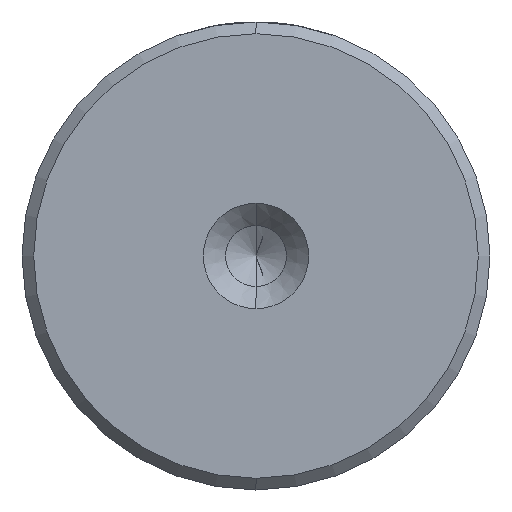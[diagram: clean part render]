
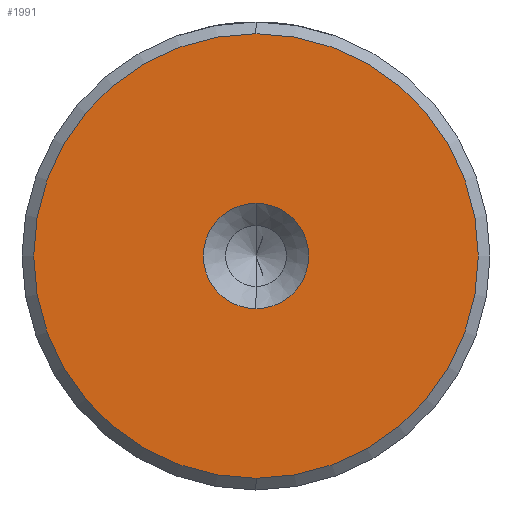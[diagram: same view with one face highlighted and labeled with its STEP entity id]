
A CAD part, left-side view. The second image highlights one B-rep face of the part: STEP entity #1991.
In plain terms, the highlighted planar face has unit normal (-1, 0, 0).
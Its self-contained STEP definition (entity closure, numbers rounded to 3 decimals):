
#11 = CARTESIAN_POINT ( 'NONE',  ( 0., 0., 0. ) ) ;
#73 = CARTESIAN_POINT ( 'NONE',  ( 0., 0., 0. ) ) ;
#138 = AXIS2_PLACEMENT_3D ( 'NONE', #73, #1313, #251 ) ;
#146 = VERTEX_POINT ( 'NONE', #1579 ) ;
#166 = ORIENTED_EDGE ( 'NONE', *, *, #1651, .T. ) ;
#198 = DIRECTION ( 'NONE',  ( 0., 0., 1. ) ) ;
#251 = DIRECTION ( 'NONE',  ( 0., 0., 1. ) ) ;
#364 = AXIS2_PLACEMENT_3D ( 'NONE', #867, #774, #749 ) ;
#378 = EDGE_CURVE ( 'NONE', #1490, #1364, #885, .T. ) ;
#383 = CARTESIAN_POINT ( 'NONE',  ( 0., 0., 2.25 ) ) ;
#681 = EDGE_LOOP ( 'NONE', ( #695, #1344 ) ) ;
#695 = ORIENTED_EDGE ( 'NONE', *, *, #378, .F. ) ;
#720 = AXIS2_PLACEMENT_3D ( 'NONE', #1836, #812, #2016 ) ;
#734 = CARTESIAN_POINT ( 'NONE',  ( 0., 0., 9.5 ) ) ;
#749 = DIRECTION ( 'NONE',  ( 0., 0., 1. ) ) ;
#774 = DIRECTION ( 'NONE',  ( -1., 0., 0. ) ) ;
#791 = VERTEX_POINT ( 'NONE', #734 ) ;
#812 = DIRECTION ( 'NONE',  ( -1., 0., 0. ) ) ;
#867 = CARTESIAN_POINT ( 'NONE',  ( 0., 0., 0. ) ) ;
#885 = CIRCLE ( 'NONE', #364, 2.25 ) ;
#970 = DIRECTION ( 'NONE',  ( -1., 0., 0. ) ) ;
#1124 = CARTESIAN_POINT ( 'NONE',  ( 0., 0., -2.25 ) ) ;
#1175 = AXIS2_PLACEMENT_3D ( 'NONE', #11, #1255, #198 ) ;
#1191 = ORIENTED_EDGE ( 'NONE', *, *, #1295, .T. ) ;
#1255 = DIRECTION ( 'NONE',  ( -1., 0., 0. ) ) ;
#1295 = EDGE_CURVE ( 'NONE', #146, #791, #2161, .T. ) ;
#1304 = PLANE ( 'NONE',  #2213 ) ;
#1313 = DIRECTION ( 'NONE',  ( -1., 0., 0. ) ) ;
#1344 = ORIENTED_EDGE ( 'NONE', *, *, #1733, .F. ) ;
#1364 = VERTEX_POINT ( 'NONE', #1124 ) ;
#1490 = VERTEX_POINT ( 'NONE', #383 ) ;
#1579 = CARTESIAN_POINT ( 'NONE',  ( 0., 0., -9.5 ) ) ;
#1616 = CIRCLE ( 'NONE', #138, 9.5 ) ;
#1651 = EDGE_CURVE ( 'NONE', #791, #146, #1616, .T. ) ;
#1655 = CARTESIAN_POINT ( 'NONE',  ( 0., 0., 0. ) ) ;
#1733 = EDGE_CURVE ( 'NONE', #1364, #1490, #2028, .T. ) ;
#1836 = CARTESIAN_POINT ( 'NONE',  ( 0., 0., 0. ) ) ;
#1882 = EDGE_LOOP ( 'NONE', ( #1191, #166 ) ) ;
#1991 = ADVANCED_FACE ( 'NONE', ( #2141, #2190 ), #1304, .T. ) ;
#2016 = DIRECTION ( 'NONE',  ( 0., 0., 1. ) ) ;
#2028 = CIRCLE ( 'NONE', #720, 2.25 ) ;
#2141 = FACE_OUTER_BOUND ( 'NONE', #1882, .T. ) ;
#2161 = CIRCLE ( 'NONE', #1175, 9.5 ) ;
#2172 = DIRECTION ( 'NONE',  ( 0., 0., 1. ) ) ;
#2190 = FACE_BOUND ( 'NONE', #681, .T. ) ;
#2213 = AXIS2_PLACEMENT_3D ( 'NONE', #1655, #970, #2172 ) ;
